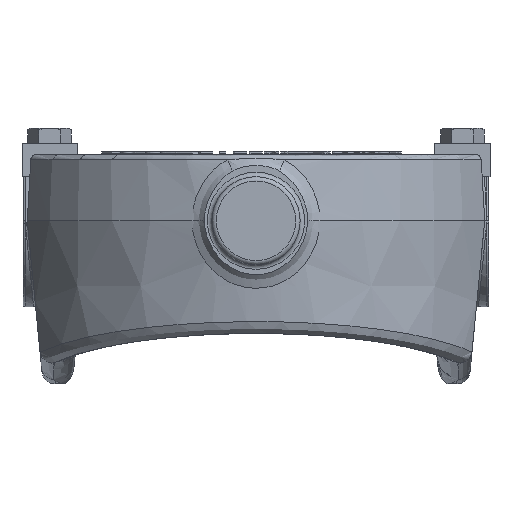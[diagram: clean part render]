
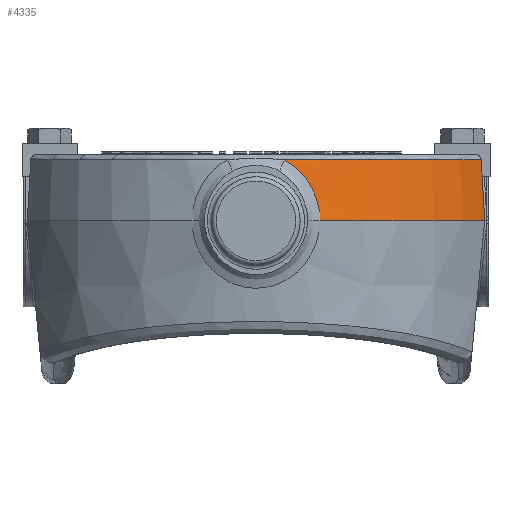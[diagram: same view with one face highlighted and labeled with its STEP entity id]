
A CAD part, front view. The second image highlights one B-rep face of the part: STEP entity #4335.
In plain terms, the highlighted conical face has half-angle 3 degrees and reference radius 114.5 mm.
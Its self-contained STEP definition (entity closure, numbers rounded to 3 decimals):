
#4335 = ADVANCED_FACE( '', ( #8825 ), #8826, .T. );
#8825 = FACE_OUTER_BOUND( '', #60456, .T. );
#8826 = CONICAL_SURFACE( '', #60457, 114.5, 0.052 );
#60456 = EDGE_LOOP( '', ( #75848, #75849, #75850, #75851 ) );
#60457 = AXIS2_PLACEMENT_3D( '', #75852, #75853, #75854 );
#75848 = ORIENTED_EDGE( '', *, *, #77991, .T. );
#75849 = ORIENTED_EDGE( '', *, *, #81358, .T. );
#75850 = ORIENTED_EDGE( '', *, *, #77611, .F. );
#75851 = ORIENTED_EDGE( '', *, *, #81468, .T. );
#75852 = CARTESIAN_POINT( '', ( 0., 0., 0. ) );
#75853 = DIRECTION( '', ( 0., 0., -1. ) );
#75854 = DIRECTION( '', ( -1., 0., 0. ) );
#77611 = EDGE_CURVE( '', #82818, #82819, #82820, .T. );
#77991 = EDGE_CURVE( '', #83454, #83452, #83455, .T. );
#81358 = EDGE_CURVE( '', #83452, #82819, #87922, .T. );
#81468 = EDGE_CURVE( '', #82818, #83454, #88032, .T. );
#82818 = VERTEX_POINT( '', #92867 );
#82819 = VERTEX_POINT( '', #92868 );
#82820 = CIRCLE( '', #92869, 114.5 );
#83452 = VERTEX_POINT( '', #95476 );
#83454 = VERTEX_POINT( '', #95507 );
#83455 = CIRCLE( '', #95508, 113.052 );
#87922 = B_SPLINE_CURVE_WITH_KNOTS( '', 3, ( #120365, #120366, #120367, #120368, #120369, #120370, #120371, #120372, #120373, #120374, #120375, #120376, #120377, #120378, #120379, #120380, #120381, #120382, #120383, #120384, #120385, #120386, #120387, #120388, #120389, #120390, #120391, #120392, #120393, #120394, #120395, #120396, #120397, #120398, #120399, #120400, #120401, #120402, #120403, #120404, #120405, #120406, #120407, #120408, #120409, #120410, #120411, #120412, #120413, #120414, #120415, #120416, #120417, #120418, #120419, #120420 ), .UNSPECIFIED., .F., .F., ( 4, 1, 2, 2, 1, 1, 1, 1, 1, 1, 1, 1, 2, 2, 2, 1, 1, 1, 1, 1, 1, 1, 1, 1, 2, 2, 2, 1, 1, 1, 1, 2, 1, 1, 2, 1, 2, 2, 1, 2, 4 ), ( 0.06, 0.06, 0.061, 0.061, 0.061, 0.062, 0.063, 0.064, 0.065, 0.066, 0.067, 0.069, 0.07, 0.07, 0.07, 0.07, 0.071, 0.072, 0.073, 0.074, 0.075, 0.076, 0.077, 0.078, 0.079, 0.079, 0.08, 0.08, 0.08, 0.081, 0.082, 0.083, 0.085, 0.087, 0.089, 0.09, 0.09, 0.09, 0.09, 0.091, 0.094 ), .UNSPECIFIED. );
#88032 = B_SPLINE_CURVE_WITH_KNOTS( '', 3, ( #120840, #120841, #120842, #120843 ), .UNSPECIFIED., .F., .F., ( 4, 4 ), ( 0.201, 0.229 ), .UNSPECIFIED. );
#92867 = CARTESIAN_POINT( '', ( 103.613, -48.73, 0. ) );
#92868 = CARTESIAN_POINT( '', ( 29.061, -110.751, 0. ) );
#92869 = AXIS2_PLACEMENT_3D( '', #122204, #122205, #122206 );
#95476 = CARTESIAN_POINT( '', ( 12.87, -112.317, 27.631 ) );
#95507 = CARTESIAN_POINT( '', ( 102.01, -48.73, 27.631 ) );
#95508 = AXIS2_PLACEMENT_3D( '', #122736, #122737, #122738 );
#120365 = CARTESIAN_POINT( '', ( 12.87, -112.317, 27.631 ) );
#120366 = CARTESIAN_POINT( '', ( 12.947, -112.31, 27.589 ) );
#120367 = CARTESIAN_POINT( '', ( 13.063, -112.3, 27.527 ) );
#120368 = CARTESIAN_POINT( '', ( 13.179, -112.29, 27.463 ) );
#120369 = CARTESIAN_POINT( '', ( 13.256, -112.283, 27.421 ) );
#120370 = CARTESIAN_POINT( '', ( 13.295, -112.28, 27.399 ) );
#120371 = CARTESIAN_POINT( '', ( 13.487, -112.263, 27.292 ) );
#120372 = CARTESIAN_POINT( '', ( 13.945, -112.221, 27.031 ) );
#120373 = CARTESIAN_POINT( '', ( 14.693, -112.15, 26.576 ) );
#120374 = CARTESIAN_POINT( '', ( 15.567, -112.062, 26. ) );
#120375 = CARTESIAN_POINT( '', ( 16.418, -111.973, 25.395 ) );
#120376 = CARTESIAN_POINT( '', ( 17.245, -111.882, 24.759 ) );
#120377 = CARTESIAN_POINT( '', ( 18.05, -111.79, 24.095 ) );
#120378 = CARTESIAN_POINT( '', ( 18.832, -111.698, 23.402 ) );
#120379 = CARTESIAN_POINT( '', ( 19.591, -111.606, 22.68 ) );
#120380 = CARTESIAN_POINT( '', ( 20.082, -111.545, 22.179 ) );
#120381 = CARTESIAN_POINT( '', ( 20.354, -111.51, 21.891 ) );
#120382 = CARTESIAN_POINT( '', ( 20.384, -111.507, 21.859 ) );
#120383 = CARTESIAN_POINT( '', ( 20.444, -111.499, 21.795 ) );
#120384 = CARTESIAN_POINT( '', ( 20.474, -111.495, 21.763 ) );
#120385 = CARTESIAN_POINT( '', ( 20.564, -111.484, 21.666 ) );
#120386 = CARTESIAN_POINT( '', ( 20.743, -111.461, 21.473 ) );
#120387 = CARTESIAN_POINT( '', ( 21.153, -111.409, 21.016 ) );
#120388 = CARTESIAN_POINT( '', ( 21.72, -111.335, 20.35 ) );
#120389 = CARTESIAN_POINT( '', ( 22.372, -111.25, 19.532 ) );
#120390 = CARTESIAN_POINT( '', ( 22.994, -111.168, 18.693 ) );
#120391 = CARTESIAN_POINT( '', ( 23.587, -111.089, 17.835 ) );
#120392 = CARTESIAN_POINT( '', ( 24.152, -111.015, 16.957 ) );
#120393 = CARTESIAN_POINT( '', ( 24.688, -110.945, 16.06 ) );
#120394 = CARTESIAN_POINT( '', ( 25.196, -110.88, 15.143 ) );
#120395 = CARTESIAN_POINT( '', ( 25.516, -110.84, 14.519 ) );
#120396 = CARTESIAN_POINT( '', ( 25.749, -110.812, 14.046 ) );
#120397 = CARTESIAN_POINT( '', ( 25.825, -110.802, 13.887 ) );
#120398 = CARTESIAN_POINT( '', ( 25.919, -110.791, 13.688 ) );
#120399 = CARTESIAN_POINT( '', ( 25.938, -110.789, 13.648 ) );
#120400 = CARTESIAN_POINT( '', ( 25.975, -110.785, 13.568 ) );
#120401 = CARTESIAN_POINT( '', ( 26.031, -110.778, 13.448 ) );
#120402 = CARTESIAN_POINT( '', ( 26.232, -110.754, 13.008 ) );
#120403 = CARTESIAN_POINT( '', ( 26.546, -110.719, 12.282 ) );
#120404 = CARTESIAN_POINT( '', ( 26.931, -110.678, 11.306 ) );
#120405 = CARTESIAN_POINT( '', ( 27.167, -110.656, 10.649 ) );
#120406 = CARTESIAN_POINT( '', ( 27.504, -110.626, 9.659 ) );
#120407 = CARTESIAN_POINT( '', ( 27.911, -110.596, 8.326 ) );
#120408 = CARTESIAN_POINT( '', ( 28.396, -110.583, 6.291 ) );
#120409 = CARTESIAN_POINT( '', ( 28.636, -110.596, 4.91 ) );
#120410 = CARTESIAN_POINT( '', ( 28.759, -110.611, 4.039 ) );
#120411 = CARTESIAN_POINT( '', ( 28.788, -110.615, 3.821 ) );
#120412 = CARTESIAN_POINT( '', ( 28.815, -110.62, 3.602 ) );
#120413 = CARTESIAN_POINT( '', ( 28.825, -110.622, 3.515 ) );
#120414 = CARTESIAN_POINT( '', ( 28.831, -110.623, 3.471 ) );
#120415 = CARTESIAN_POINT( '', ( 28.846, -110.626, 3.34 ) );
#120416 = CARTESIAN_POINT( '', ( 28.896, -110.637, 2.901 ) );
#120417 = CARTESIAN_POINT( '', ( 28.936, -110.65, 2.463 ) );
#120418 = CARTESIAN_POINT( '', ( 29.018, -110.686, 1.409 ) );
#120419 = CARTESIAN_POINT( '', ( 29.051, -110.715, 0.705 ) );
#120420 = CARTESIAN_POINT( '', ( 29.061, -110.751, 0. ) );
#120840 = CARTESIAN_POINT( '', ( 103.613, -48.73, 0. ) );
#120841 = CARTESIAN_POINT( '', ( 103.08, -48.73, 9.21 ) );
#120842 = CARTESIAN_POINT( '', ( 102.545, -48.73, 18.421 ) );
#120843 = CARTESIAN_POINT( '', ( 102.01, -48.73, 27.631 ) );
#122204 = CARTESIAN_POINT( '', ( 0., 0., 0. ) );
#122205 = DIRECTION( '', ( 0., 0., -1. ) );
#122206 = DIRECTION( '', ( -1., 0., 0. ) );
#122736 = CARTESIAN_POINT( '', ( 0., 0., 27.631 ) );
#122737 = DIRECTION( '', ( 0., 0., -1. ) );
#122738 = DIRECTION( '', ( -1., 0., 0. ) );
